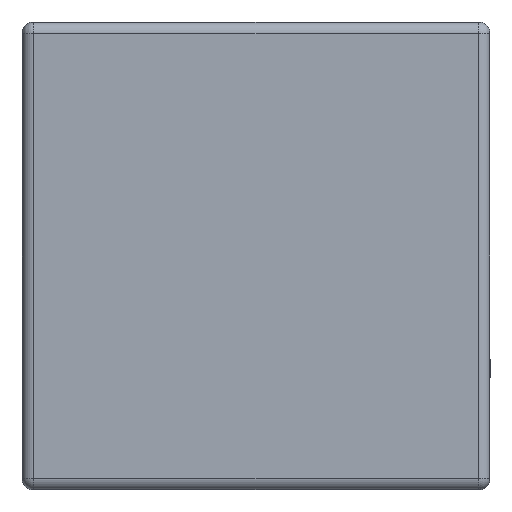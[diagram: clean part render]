
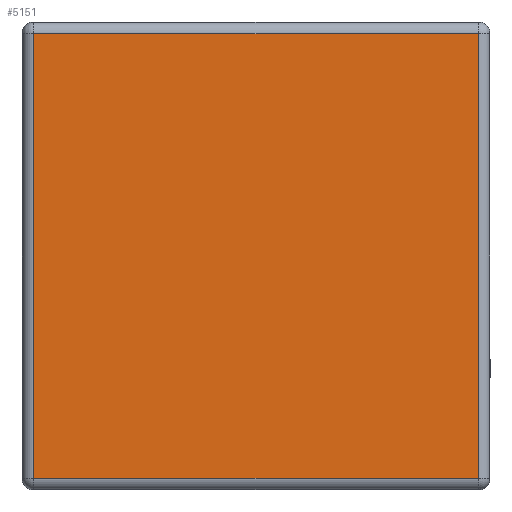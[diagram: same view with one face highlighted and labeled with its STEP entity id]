
A CAD part, left-side view. The second image highlights one B-rep face of the part: STEP entity #5151.
In plain terms, the highlighted planar face has unit normal (-1, 0, 0).
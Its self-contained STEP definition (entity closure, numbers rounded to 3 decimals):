
#474=FACE_OUTER_BOUND('',#773,.T.);
#773=EDGE_LOOP('',(#3744,#3745,#3746,#3747));
#1173=LINE('',#7864,#1656);
#1174=LINE('',#7866,#1657);
#1175=LINE('',#7868,#1658);
#1176=LINE('',#7869,#1659);
#1656=VECTOR('',#6207,1.);
#1657=VECTOR('',#6208,1.);
#1658=VECTOR('',#6209,1.);
#1659=VECTOR('',#6210,1.);
#2307=VERTEX_POINT('',#7862);
#2308=VERTEX_POINT('',#7863);
#2309=VERTEX_POINT('',#7865);
#2310=VERTEX_POINT('',#7867);
#2869=EDGE_CURVE('',#2307,#2308,#1173,.T.);
#2870=EDGE_CURVE('',#2308,#2309,#1174,.T.);
#2871=EDGE_CURVE('',#2309,#2310,#1175,.T.);
#2872=EDGE_CURVE('',#2310,#2307,#1176,.T.);
#3744=ORIENTED_EDGE('',*,*,#2869,.T.);
#3745=ORIENTED_EDGE('',*,*,#2870,.T.);
#3746=ORIENTED_EDGE('',*,*,#2871,.T.);
#3747=ORIENTED_EDGE('',*,*,#2872,.T.);
#4908=PLANE('',#5551);
#5151=ADVANCED_FACE('',(#474),#4908,.T.);
#5551=AXIS2_PLACEMENT_3D('',#7861,#6205,#6206);
#6205=DIRECTION('center_axis',(-1.,0.,0.));
#6206=DIRECTION('ref_axis',(0.,0.,-1.));
#6207=DIRECTION('',(0.,1.,0.));
#6208=DIRECTION('',(0.,0.,-1.));
#6209=DIRECTION('',(0.,-1.,0.));
#6210=DIRECTION('',(0.,0.,1.));
#7861=CARTESIAN_POINT('Origin',(-0.8,0.,0.4));
#7862=CARTESIAN_POINT('',(-0.8,-0.38,0.78));
#7863=CARTESIAN_POINT('',(-0.8,0.38,0.78));
#7864=CARTESIAN_POINT('',(-0.8,0.4,0.78));
#7865=CARTESIAN_POINT('',(-0.8,0.38,0.02));
#7866=CARTESIAN_POINT('',(-0.8,0.38,0.));
#7867=CARTESIAN_POINT('',(-0.8,-0.38,0.02));
#7868=CARTESIAN_POINT('',(-0.8,-0.4,0.02));
#7869=CARTESIAN_POINT('',(-0.8,-0.38,0.8));
